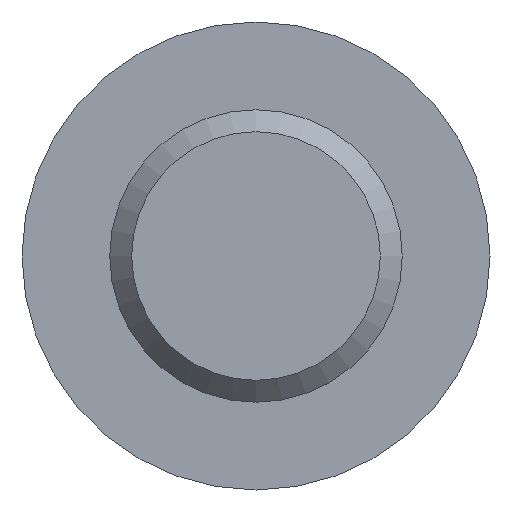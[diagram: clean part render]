
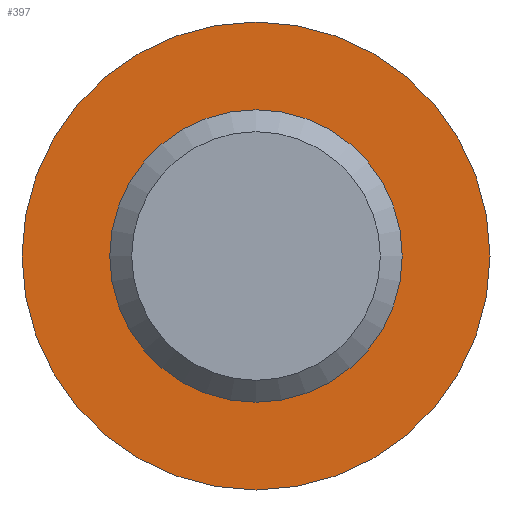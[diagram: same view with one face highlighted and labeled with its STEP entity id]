
A CAD part, front view. The second image highlights one B-rep face of the part: STEP entity #397.
In plain terms, the highlighted planar face has unit normal (0, -1, 0).
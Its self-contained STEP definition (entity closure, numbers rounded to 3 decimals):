
#7 = FACE_OUTER_BOUND ( 'NONE', #192, .T. ) ;
#20 = ORIENTED_EDGE ( 'NONE', *, *, #333, .T. ) ;
#48 = AXIS2_PLACEMENT_3D ( 'NONE', #427, #157, #340 ) ;
#62 = AXIS2_PLACEMENT_3D ( 'NONE', #214, #519, #348 ) ;
#157 = DIRECTION ( 'NONE',  ( 0., -1., 0. ) ) ;
#161 = CIRCLE ( 'NONE', #48, 8. ) ;
#191 = CARTESIAN_POINT ( 'NONE',  ( 0., 20., -5. ) ) ;
#192 = EDGE_LOOP ( 'NONE', ( #20 ) ) ;
#211 = FACE_BOUND ( 'NONE', #337, .T. ) ;
#213 = ORIENTED_EDGE ( 'NONE', *, *, #360, .F. ) ;
#214 = CARTESIAN_POINT ( 'NONE',  ( -5., 20., 0. ) ) ;
#237 = CARTESIAN_POINT ( 'NONE',  ( 0., 20., -8. ) ) ;
#258 = DIRECTION ( 'NONE',  ( 0., -1., 0. ) ) ;
#291 = VERTEX_POINT ( 'NONE', #191 ) ;
#304 = CARTESIAN_POINT ( 'NONE',  ( 0., 20., 0. ) ) ;
#326 = CIRCLE ( 'NONE', #451, 5. ) ;
#333 = EDGE_CURVE ( 'NONE', #411, #411, #161, .T. ) ;
#337 = EDGE_LOOP ( 'NONE', ( #213 ) ) ;
#340 = DIRECTION ( 'NONE',  ( 0., 0., -1. ) ) ;
#348 = DIRECTION ( 'NONE',  ( 0., 0., 1. ) ) ;
#360 = EDGE_CURVE ( 'NONE', #291, #291, #326, .T. ) ;
#397 = ADVANCED_FACE ( 'NONE', ( #211, #7 ), #404, .F. ) ;
#404 = PLANE ( 'NONE',  #62 ) ;
#411 = VERTEX_POINT ( 'NONE', #237 ) ;
#427 = CARTESIAN_POINT ( 'NONE',  ( 0., 20., 0. ) ) ;
#451 = AXIS2_PLACEMENT_3D ( 'NONE', #304, #258, #480 ) ;
#480 = DIRECTION ( 'NONE',  ( 0., 0., -1. ) ) ;
#519 = DIRECTION ( 'NONE',  ( 0., 1., 0. ) ) ;
